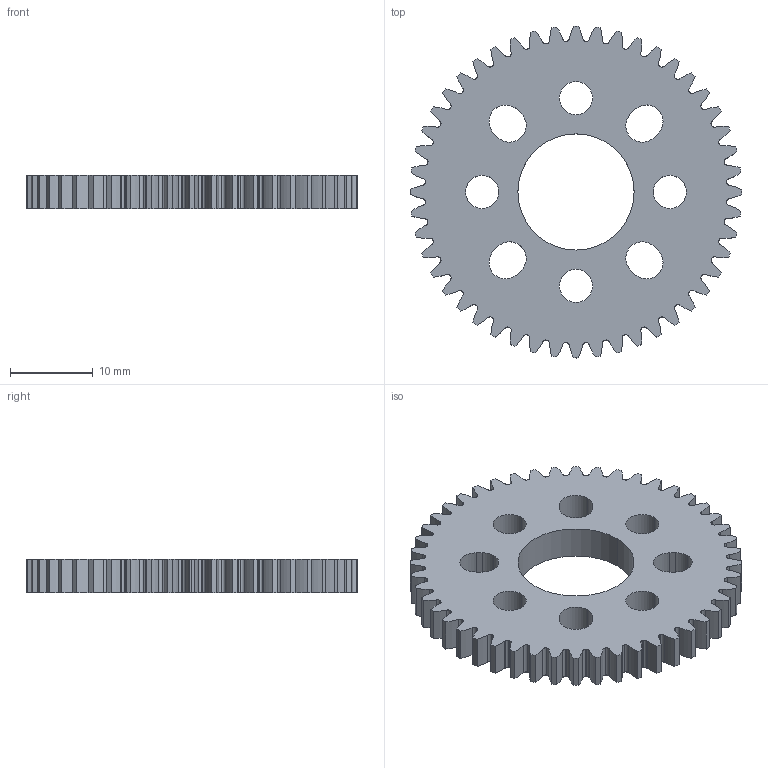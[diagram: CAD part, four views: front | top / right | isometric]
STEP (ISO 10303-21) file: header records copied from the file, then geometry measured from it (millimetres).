
FILE_DESCRIPTION (( 'STEP AP203' ), '1' );
FILE_NAME ('2312-0014-0048.STEP', '2019-08-22T15:47:05', ( '' ), ( '' ), 'SwSTEP 2.0', 'SolidWorks 2016', '' );
FILE_SCHEMA (( 'CONFIG_CONTROL_DESIGN' ));
Length unit declared in the file: millimetre
Products named in the file (1): 2312-0014-0048
Bounding box: 40 x 40 x 4 mm (x, y, z)
Volume: 3546.3 mm3; surface area: 3314.6 mm2
Topology: 1 solids, 1 shells, 417 faces, 1245 edges, 830 vertices
Faces by surface type: bspline 192, cylinder 119, plane 106
Entity records: 20214 total; most frequent: CARTESIAN_POINT 9981, ORIENTED_EDGE 2490, DIRECTION 1551, EDGE_CURVE 1245, VERTEX_POINT 830, VECTOR 623, LINE 623, AXIS2_PLACEMENT_3D 464
